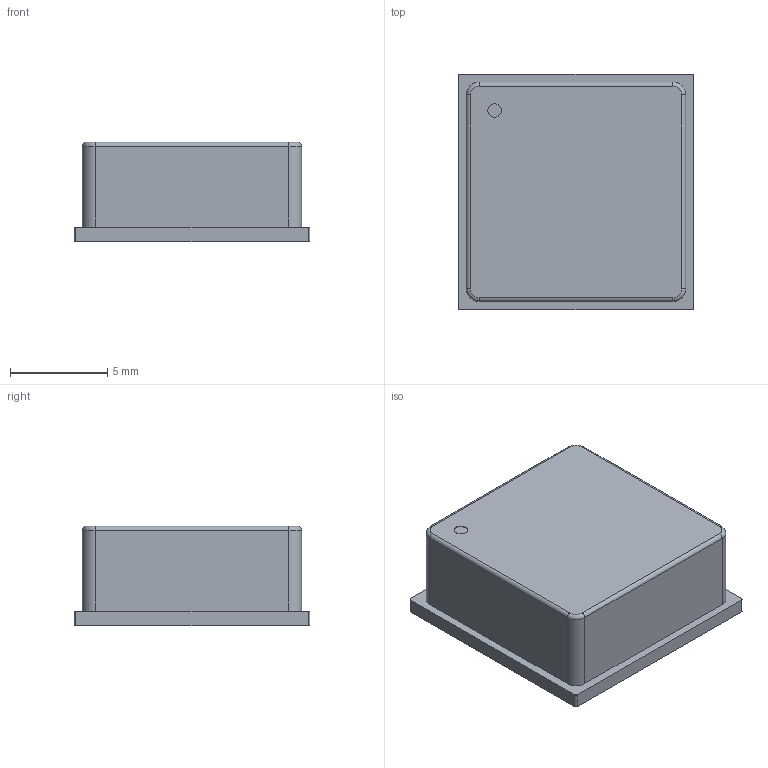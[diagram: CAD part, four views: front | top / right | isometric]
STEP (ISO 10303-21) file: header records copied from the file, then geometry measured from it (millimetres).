
FILE_DESCRIPTION(/* description */ (''),/* implementation_level */ '2;1');
FILE_NAME(/* name */ 'MPS LGA-18 12x12x4.2mm.step',/* time_stamp */ '2020-04-05T00:55:16+01:00',/* author */ (''),/* organization */ (''),/* preprocessor_version */ 'ST-DEVELOPER v18',/* originating_system */ 'Autodesk Translation Framework v8.12.0.6',/* authorisation */ '');
FILE_SCHEMA (('AUTOMOTIVE_DESIGN { 1 0 10303 214 3 1 1 }'));
Length unit declared in the file: millimetre
Products named in the file (1): MPS LGA-18 12x12x4.2mm
Bounding box: 12.1 x 12.1 x 5.1 mm (x, y, z)
Volume: 658.4 mm3; surface area: 516.2 mm2
Topology: 1 solids, 1 shells, 29 faces, 67 edges, 42 vertices
Faces by surface type: cylinder 13, plane 12, torus 4
Full cylindrical faces by diameter (mm): 0.7 x1
Entity records: 876 total; most frequent: DIRECTION 157, CARTESIAN_POINT 139, ORIENTED_EDGE 134, EDGE_CURVE 67, AXIS2_PLACEMENT_3D 60, VERTEX_POINT 42, LINE 37, VECTOR 37
